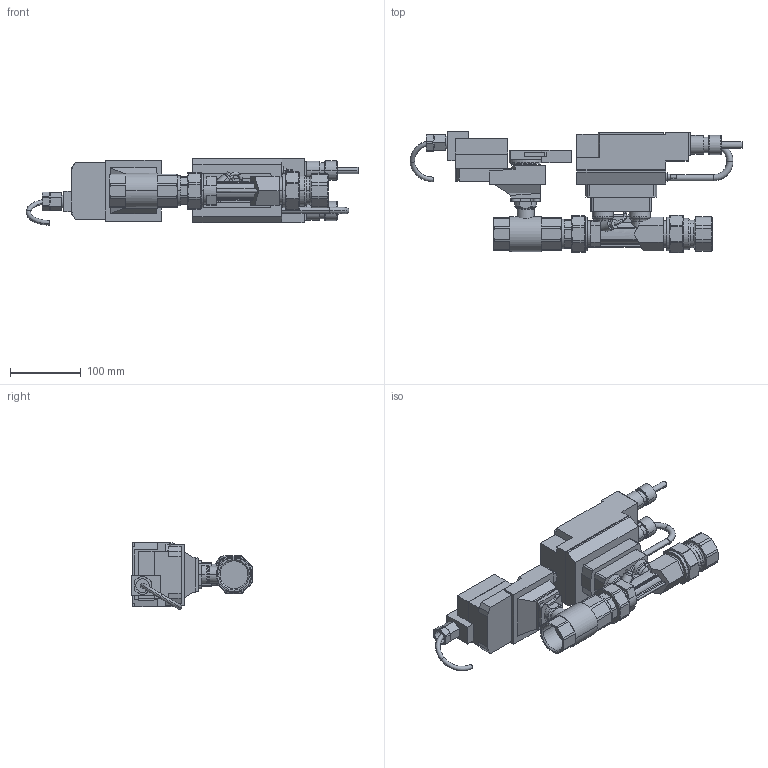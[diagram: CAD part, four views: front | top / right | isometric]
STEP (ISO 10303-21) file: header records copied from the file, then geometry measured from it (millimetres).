
FILE_DESCRIPTION( ( '' ), '1' );
FILE_NAME( 'EV125+NRX-E.stp', '2021-09-24T12:07:42', ( '' ), ( '' ), ' ', ' ', ' ' );
FILE_SCHEMA( ( 'automotive_design' ) );
Length unit declared in the file: millimetre
Products named in the file (4): 1; 2; 3; 4
Bounding box: 468.11 x 171.5 x 93.48 mm (x, y, z)
Volume: 2059742.5 mm3; surface area: 250841.4 mm2
Topology: 4 solids, 5 shells, 679 faces, 1822 edges, 1208 vertices
Faces by surface type: plane 376, cylinder 177, torus 64, cone 62
Entity records: 42831 total; most frequent: CARTESIAN_POINT 4916, STYLED_ITEM 3713, PRESENTATION_STYLE_ASSIGNMENT 3713, COLOUR_RGB 3713, DIRECTION 3689, ORIENTED_EDGE 3644, EDGE_CURVE 1822, CURVE_STYLE 1822
